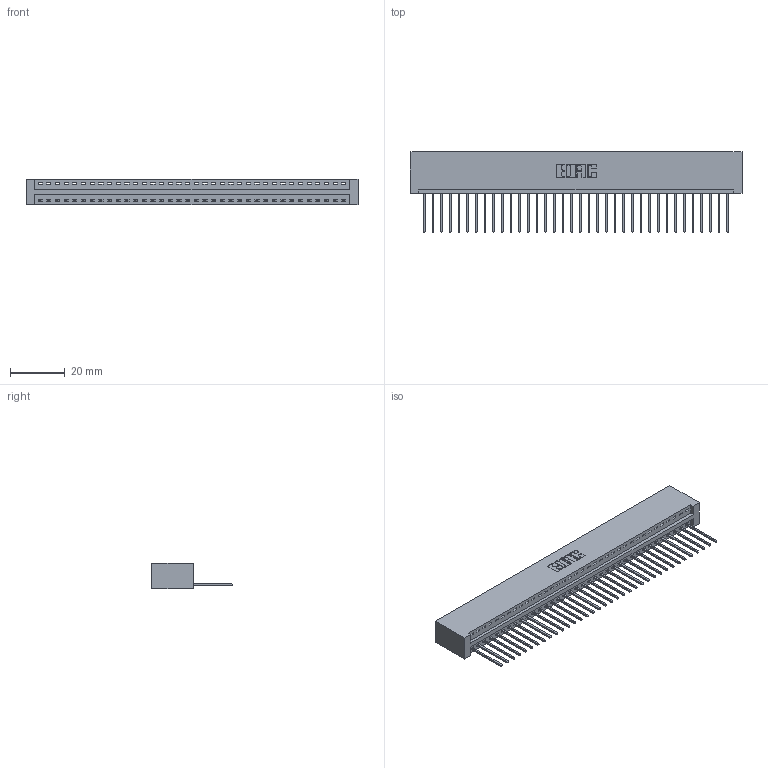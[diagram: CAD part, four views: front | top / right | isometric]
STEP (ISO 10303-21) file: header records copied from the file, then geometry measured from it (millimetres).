
FILE_DESCRIPTION (( 'STEP AP203' ), '1' );
FILE_NAME ('396-036-540-101.STEP', '2018-09-06T04:15:30', ( '' ), ( '' ), 'SwSTEP 2.0', 'SolidWorks 2016', '' );
FILE_SCHEMA (( 'CONFIG_CONTROL_DESIGN' ));
Length unit declared in the file: inch
Products named in the file (3): 346 Part_No Mounting Lugs; 345-292-001_345-293-140; 396-036-540-101
Assembly tree (37 placements, depth 2):
  396-036-540-101
    346 Part_No Mounting Lugs
    345-292-001_345-293-140  x36
Bounding box: 121.54 x 29.46 x 9.4 mm (x, y, z)
Volume: 12190.8 mm3; surface area: 15603.2 mm2
Topology: 37 solids, 37 shells, 2202 faces, 6641 edges, 4378 vertices
Faces by surface type: plane 1512, cylinder 690
Entity records: 22891 total; most frequent: CARTESIAN_POINT 3932, ORIENTED_EDGE 3902, DIRECTION 3471, EDGE_CURVE 1951, LINE 1683, VECTOR 1683, VERTEX_POINT 1298, AXIS2_PLACEMENT_3D 894
